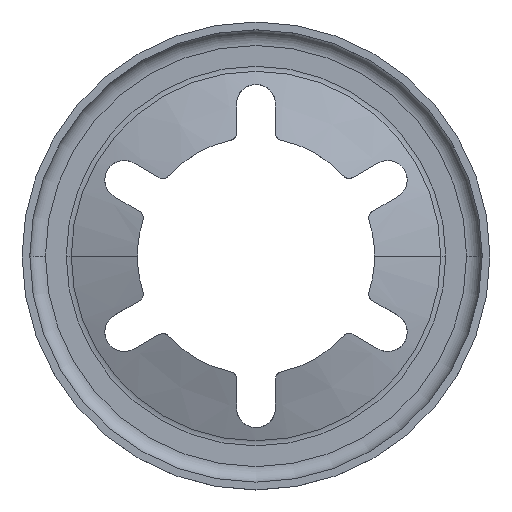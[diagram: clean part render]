
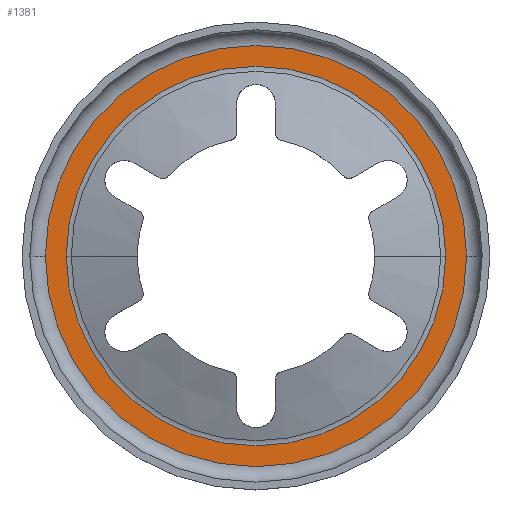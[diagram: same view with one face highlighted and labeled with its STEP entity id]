
A CAD part, top view. The second image highlights one B-rep face of the part: STEP entity #1381.
In plain terms, the highlighted planar face has unit normal (0, 0, 1).
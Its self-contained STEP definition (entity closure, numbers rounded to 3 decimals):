
#28 = DIRECTION ( 'NONE',  ( 0., 0., 1. ) ) ;
#46 = CARTESIAN_POINT ( 'NONE',  ( 0., 7.25, 0.25 ) ) ;
#52 = EDGE_LOOP ( 'NONE', ( #182, #1724 ) ) ;
#169 = CARTESIAN_POINT ( 'NONE',  ( -6.75, 0., 0.25 ) ) ;
#173 = EDGE_CURVE ( 'NONE', #413, #1436, #1849, .T. ) ;
#182 = ORIENTED_EDGE ( 'NONE', *, *, #173, .T. ) ;
#223 = FACE_BOUND ( 'NONE', #1606, .T. ) ;
#239 = AXIS2_PLACEMENT_3D ( 'NONE', #1401, #1699, #1690 ) ;
#243 = DIRECTION ( 'NONE',  ( -1., 0., 0. ) ) ;
#308 = DIRECTION ( 'NONE',  ( 0., 0., -1. ) ) ;
#365 = PLANE ( 'NONE',  #1421 ) ;
#413 = VERTEX_POINT ( 'NONE', #169 ) ;
#472 = ORIENTED_EDGE ( 'NONE', *, *, #1100, .T. ) ;
#485 = CARTESIAN_POINT ( 'NONE',  ( 0., 0., 0.25 ) ) ;
#497 = CIRCLE ( 'NONE', #239, 6.083 ) ;
#504 = DIRECTION ( 'NONE',  ( -1., 0., 0. ) ) ;
#518 = CARTESIAN_POINT ( 'NONE',  ( 6.083, 0., 0.25 ) ) ;
#527 = EDGE_CURVE ( 'NONE', #1436, #413, #1422, .T. ) ;
#898 = VERTEX_POINT ( 'NONE', #518 ) ;
#1008 = ORIENTED_EDGE ( 'NONE', *, *, #1893, .T. ) ;
#1100 = EDGE_CURVE ( 'NONE', #898, #1870, #1515, .T. ) ;
#1341 = CARTESIAN_POINT ( 'NONE',  ( 0., 0., 0.25 ) ) ;
#1381 = ADVANCED_FACE ( 'NONE', ( #1954, #223 ), #365, .F. ) ;
#1401 = CARTESIAN_POINT ( 'NONE',  ( 0., 0., 0.25 ) ) ;
#1421 = AXIS2_PLACEMENT_3D ( 'NONE', #46, #1683, #1659 ) ;
#1422 = CIRCLE ( 'NONE', #2051, 6.75 ) ;
#1436 = VERTEX_POINT ( 'NONE', #1538 ) ;
#1515 = CIRCLE ( 'NONE', #1681, 6.083 ) ;
#1538 = CARTESIAN_POINT ( 'NONE',  ( 6.75, 0., 0.25 ) ) ;
#1557 = CARTESIAN_POINT ( 'NONE',  ( -6.083, 0., 0.25 ) ) ;
#1581 = DIRECTION ( 'NONE',  ( -1., 0., 0. ) ) ;
#1606 = EDGE_LOOP ( 'NONE', ( #1008, #472 ) ) ;
#1659 = DIRECTION ( 'NONE',  ( -1., 0., 0. ) ) ;
#1681 = AXIS2_PLACEMENT_3D ( 'NONE', #1884, #308, #1581 ) ;
#1683 = DIRECTION ( 'NONE',  ( 0., 0., -1. ) ) ;
#1690 = DIRECTION ( 'NONE',  ( -1., 0., 0. ) ) ;
#1699 = DIRECTION ( 'NONE',  ( 0., 0., -1. ) ) ;
#1722 = AXIS2_PLACEMENT_3D ( 'NONE', #485, #2058, #504 ) ;
#1724 = ORIENTED_EDGE ( 'NONE', *, *, #527, .T. ) ;
#1849 = CIRCLE ( 'NONE', #1722, 6.75 ) ;
#1870 = VERTEX_POINT ( 'NONE', #1557 ) ;
#1884 = CARTESIAN_POINT ( 'NONE',  ( 0., 0., 0.25 ) ) ;
#1893 = EDGE_CURVE ( 'NONE', #1870, #898, #497, .T. ) ;
#1954 = FACE_OUTER_BOUND ( 'NONE', #52, .T. ) ;
#2051 = AXIS2_PLACEMENT_3D ( 'NONE', #1341, #28, #243 ) ;
#2058 = DIRECTION ( 'NONE',  ( 0., 0., 1. ) ) ;
